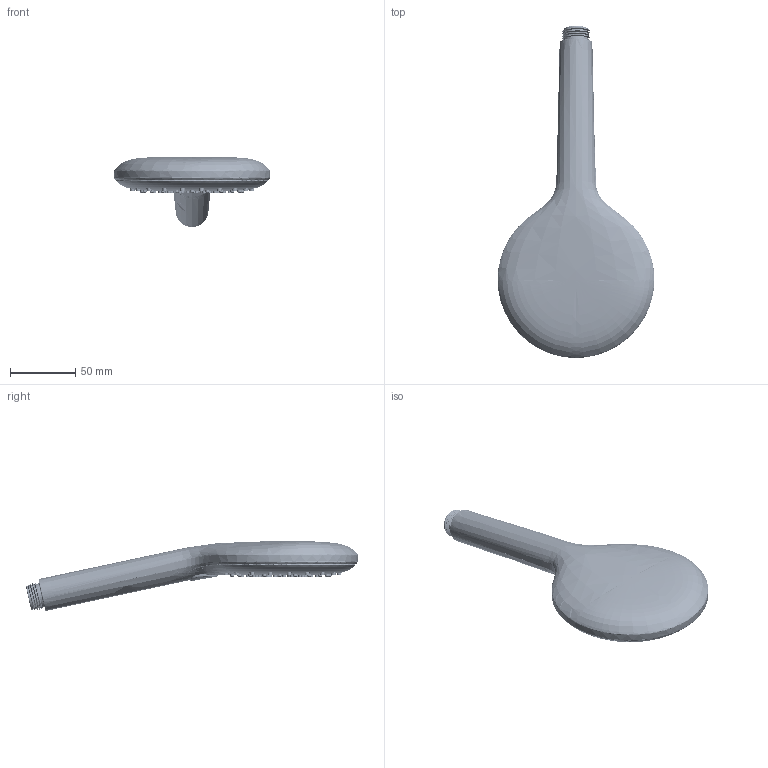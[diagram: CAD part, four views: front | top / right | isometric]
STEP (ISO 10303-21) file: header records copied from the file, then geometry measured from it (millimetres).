
FILE_DESCRIPTION((''),'2;1');
FILE_NAME('A12337-00_ASM','2021-05-15T',('Administrator'),(''),'PRO/ENGINEER BY PARAMETRIC TECHNOLOGY CORPORATION, 2013240','PRO/ENGINEER BY PARAMETRIC TECHNOLOGY CORPORATION, 2013240','');
FILE_SCHEMA(('AUTOMOTIVE_DESIGN_CC2 { 1 2 10303 214 -1 1 5 2 }'));
Products named in the file (9): A123-01A; A123-03; A12334-A_ASM; A123-07_A; A12337-05; A123-09; A12337-B_ASM; A12337-01; A12337-00_ASM
Assembly tree (8 placements, depth 3):
  A12337-00_ASM
    A12334-A_ASM
      A123-01A
      A123-03
    A123-07_A
    A12337-B_ASM
      A12337-05
      A123-09
    A12337-01
Bounding box: 119.98 x 254.22 x 53.48 mm (x, y, z)
Volume: 128008 mm3; surface area: 116869.4 mm2
Topology: 6 solids, 6 shells, 4923 faces, 12209 edges, 7509 vertices
Faces by surface type: bspline 1922, cylinder 882, cone 768, plane 747, torus 266, revolution 155, extrusion 109, sphere 74
Entity records: 324678 total; most frequent: CARTESIAN_POINT 192159, ORIENTED_EDGE 24400, DIRECTION 14613, EDGE_CURVE 12200, PRESENTATION_STYLE_ASSIGNMENT 9914, STYLED_ITEM 9239, CURVE_STYLE 9233, VERTEX_POINT 7508
